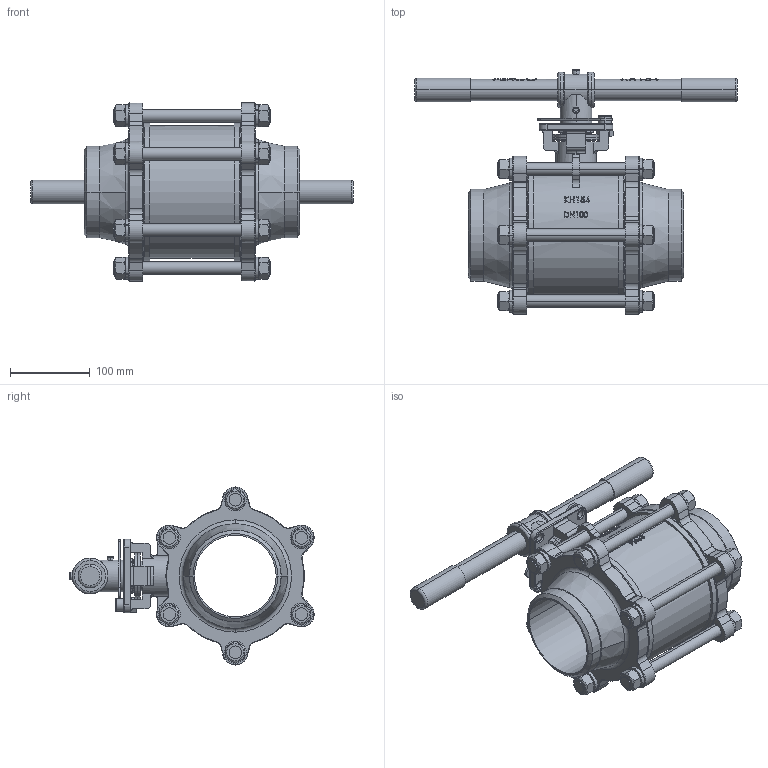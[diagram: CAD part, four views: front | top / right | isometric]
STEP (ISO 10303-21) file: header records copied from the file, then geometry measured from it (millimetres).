
FILE_DESCRIPTION (( 'STEP AP214' ), '1' );
FILE_NAME ('KH154-DN100PN63SE1-4408.STEP', '2021-01-12T15:27:57', ( '' ), ( '' ), 'SwSTEP 2.0', 'SolidWorks 2020', '' );
FILE_SCHEMA (( 'AUTOMOTIVE_DESIGN' ));
Length unit declared in the file: millimetre
Products named in the file (1): KH154-DN100PN63SE1-4408
Bounding box: 405 x 306.16 x 223.2 mm (x, y, z)
Volume: 3503673.4 mm3; surface area: 443893.6 mm2
Topology: 7 solids, 8 shells, 1449 faces, 3645 edges, 2282 vertices
Faces by surface type: plane 572, cylinder 371, bspline 240, torus 186, cone 80
Entity records: 100019 total; most frequent: CARTESIAN_POINT 66813, ORIENTED_EDGE 7290, DIRECTION 6357, EDGE_CURVE 3645, AXIS2_PLACEMENT_3D 2474, VERTEX_POINT 2282, EDGE_LOOP 1565, FACE_OUTER_BOUND 1449
